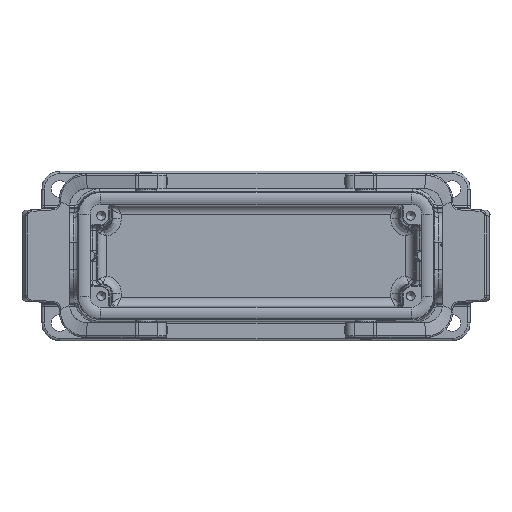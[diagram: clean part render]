
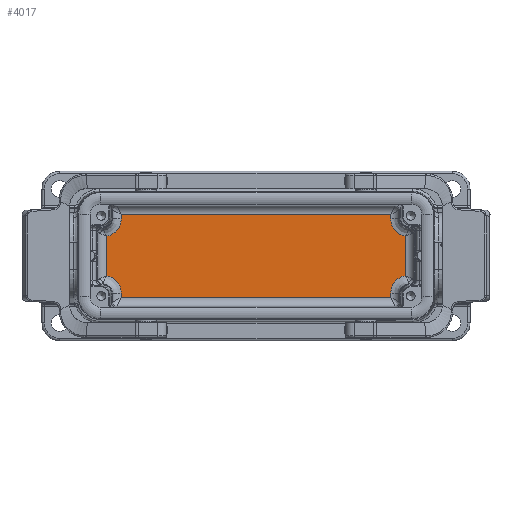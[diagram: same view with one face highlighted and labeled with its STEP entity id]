
A CAD part, top view. The second image highlights one B-rep face of the part: STEP entity #4017.
In plain terms, the highlighted planar face has unit normal (0, 0, 1).
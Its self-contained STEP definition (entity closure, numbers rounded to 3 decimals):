
#4017=ADVANCED_FACE('',(#5046),#4758,.F.);
#4758=PLANE('',#19128);
#5046=FACE_OUTER_BOUND('',#5759,.T.);
#5759=EDGE_LOOP('',(#7109,#7110,#7111,#7112,#7113,#7114,#7115,#7116,#7117,
#7118,#7119,#7120));
#6592=ELLIPSE('',#19124,6.003,6.);
#6593=ELLIPSE('',#19125,6.003,6.);
#6594=ELLIPSE('',#19126,6.003,6.);
#6595=ELLIPSE('',#19127,6.003,6.);
#7109=ORIENTED_EDGE('',*,*,#11790,.T.);
#7110=ORIENTED_EDGE('',*,*,#11791,.T.);
#7111=ORIENTED_EDGE('',*,*,#11792,.T.);
#7112=ORIENTED_EDGE('',*,*,#11793,.T.);
#7113=ORIENTED_EDGE('',*,*,#11794,.T.);
#7114=ORIENTED_EDGE('',*,*,#11795,.T.);
#7115=ORIENTED_EDGE('',*,*,#11796,.T.);
#7116=ORIENTED_EDGE('',*,*,#11797,.T.);
#7117=ORIENTED_EDGE('',*,*,#11798,.T.);
#7118=ORIENTED_EDGE('',*,*,#11799,.T.);
#7119=ORIENTED_EDGE('',*,*,#11800,.T.);
#7120=ORIENTED_EDGE('',*,*,#11801,.T.);
#10620=VERTEX_POINT('',#26889);
#10621=VERTEX_POINT('',#26890);
#10622=VERTEX_POINT('',#26892);
#10623=VERTEX_POINT('',#26894);
#10624=VERTEX_POINT('',#26896);
#10625=VERTEX_POINT('',#26898);
#10626=VERTEX_POINT('',#26900);
#10627=VERTEX_POINT('',#26902);
#10628=VERTEX_POINT('',#26904);
#10629=VERTEX_POINT('',#26906);
#10630=VERTEX_POINT('',#26908);
#10631=VERTEX_POINT('',#26910);
#11790=EDGE_CURVE('',#10620,#10621,#15542,.T.);
#11791=EDGE_CURVE('',#10621,#10622,#15543,.T.);
#11792=EDGE_CURVE('',#10622,#10623,#15544,.T.);
#11793=EDGE_CURVE('',#10623,#10624,#6592,.T.);
#11794=EDGE_CURVE('',#10624,#10625,#15545,.T.);
#11795=EDGE_CURVE('',#10625,#10626,#6593,.T.);
#11796=EDGE_CURVE('',#10626,#10627,#15546,.T.);
#11797=EDGE_CURVE('',#10627,#10628,#15547,.T.);
#11798=EDGE_CURVE('',#10628,#10629,#15548,.T.);
#11799=EDGE_CURVE('',#10629,#10630,#6594,.T.);
#11800=EDGE_CURVE('',#10630,#10631,#15549,.T.);
#11801=EDGE_CURVE('',#10631,#10620,#6595,.T.);
#15542=LINE('',#26888,#16662);
#15543=LINE('',#26891,#16663);
#15544=LINE('',#26893,#16664);
#15545=LINE('',#26897,#16665);
#15546=LINE('',#26901,#16666);
#15547=LINE('',#26903,#16667);
#15548=LINE('',#26905,#16668);
#15549=LINE('',#26909,#16669);
#16662=VECTOR('',#20998,1.);
#16663=VECTOR('',#20999,1.);
#16664=VECTOR('',#21000,1.);
#16665=VECTOR('',#21003,1.);
#16666=VECTOR('',#21006,1.);
#16667=VECTOR('',#21007,1.);
#16668=VECTOR('',#21008,1.);
#16669=VECTOR('',#21011,1.);
#19124=AXIS2_PLACEMENT_3D('',#26895,#21001,#21002);
#19125=AXIS2_PLACEMENT_3D('',#26899,#21004,#21005);
#19126=AXIS2_PLACEMENT_3D('',#26907,#21009,#21010);
#19127=AXIS2_PLACEMENT_3D('',#26911,#21012,#21013);
#19128=AXIS2_PLACEMENT_3D('',#26912,#21014,#21015);
#20998=DIRECTION('',(0.,-1.,0.));
#20999=DIRECTION('',(1.,0.,0.));
#21000=DIRECTION('',(0.,1.,0.));
#21001=DIRECTION('',(0.,0.,-1.));
#21002=DIRECTION('',(-0.832,0.555,0.));
#21003=DIRECTION('',(0.,1.,0.));
#21004=DIRECTION('',(0.,0.,-1.));
#21005=DIRECTION('',(0.832,0.555,0.));
#21006=DIRECTION('',(0.,1.,0.));
#21007=DIRECTION('',(-1.,0.,0.));
#21008=DIRECTION('',(0.,-1.,0.));
#21009=DIRECTION('',(0.,0.,-1.));
#21010=DIRECTION('',(0.832,-0.555,0.));
#21011=DIRECTION('',(0.,-1.,0.));
#21012=DIRECTION('',(0.,0.,-1.));
#21013=DIRECTION('',(-0.832,-0.555,0.));
#21014=DIRECTION('',(0.,0.,-1.));
#21015=DIRECTION('',(-1.,0.,0.));
#26888=CARTESIAN_POINT('',(-45.323,17.75,-40.25));
#26889=CARTESIAN_POINT('',(-45.323,-12.498,-40.25));
#26890=CARTESIAN_POINT('',(-45.323,-13.966,-40.25));
#26891=CARTESIAN_POINT('',(46.746,-13.966,-40.25));
#26892=CARTESIAN_POINT('',(45.323,-13.966,-40.25));
#26893=CARTESIAN_POINT('',(45.323,17.75,-40.25));
#26894=CARTESIAN_POINT('',(45.323,-12.498,-40.25));
#26895=CARTESIAN_POINT('',(51.326,-12.5,-40.25));
#26896=CARTESIAN_POINT('',(50.177,-6.61,-40.25));
#26897=CARTESIAN_POINT('',(50.177,17.75,-40.25));
#26898=CARTESIAN_POINT('',(50.177,6.61,-40.25));
#26899=CARTESIAN_POINT('',(51.326,12.5,-40.25));
#26900=CARTESIAN_POINT('',(45.323,12.498,-40.25));
#26901=CARTESIAN_POINT('',(45.323,17.75,-40.25));
#26902=CARTESIAN_POINT('',(45.323,13.966,-40.25));
#26903=CARTESIAN_POINT('',(-46.746,13.966,-40.25));
#26904=CARTESIAN_POINT('',(-45.323,13.966,-40.25));
#26905=CARTESIAN_POINT('',(-45.323,17.75,-40.25));
#26906=CARTESIAN_POINT('',(-45.323,12.498,-40.25));
#26907=CARTESIAN_POINT('',(-51.326,12.5,-40.25));
#26908=CARTESIAN_POINT('',(-50.177,6.61,-40.25));
#26909=CARTESIAN_POINT('',(-50.177,17.75,-40.25));
#26910=CARTESIAN_POINT('',(-50.177,-6.61,-40.25));
#26911=CARTESIAN_POINT('',(-51.326,-12.5,-40.25));
#26912=CARTESIAN_POINT('',(-55.647,17.75,-40.25));
